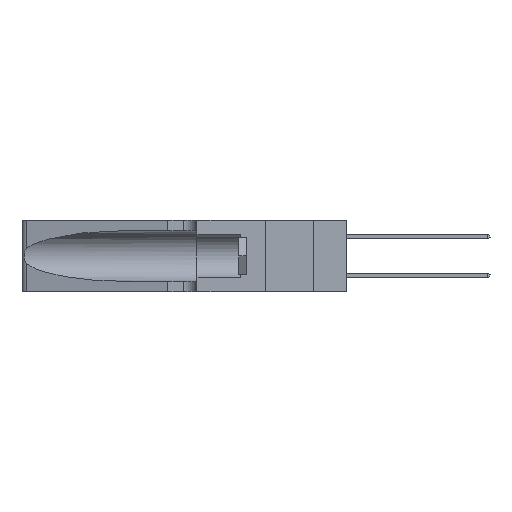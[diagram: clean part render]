
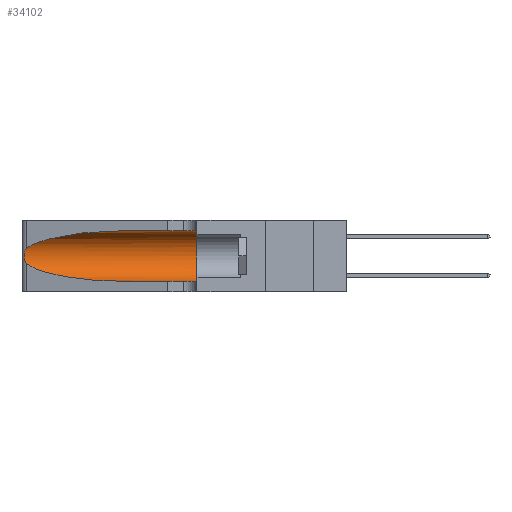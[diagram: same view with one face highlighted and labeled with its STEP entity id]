
A CAD part, left-side view. The second image highlights one B-rep face of the part: STEP entity #34102.
In plain terms, the highlighted cylindrical face has radius 3.308 mm (diameter 6.617 mm), a partial arc.
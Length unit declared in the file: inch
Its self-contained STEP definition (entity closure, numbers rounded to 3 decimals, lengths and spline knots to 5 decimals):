
#373 = ORIENTED_EDGE ( 'NONE', *, *, #38811, .T. ) ;
#850 = EDGE_LOOP ( 'NONE', ( #43015, #373, #33612, #13218, #29110, #22163 ) ) ;
#1403 = AXIS2_PLACEMENT_3D ( 'NONE', #7095, #10572, #37393 ) ;
#1483 = CARTESIAN_POINT ( 'NONE',  ( 0.2373, 1.15595, 0.28018 ) ) ;
#2309 = DIRECTION ( 'NONE',  ( 0., -1., 0. ) ) ;
#3234 = VERTEX_POINT ( 'NONE', #14430 ) ;
#4925 = CARTESIAN_POINT ( 'NONE',  ( 0.26075, 1.23896, 0.178 ) ) ;
#5359 = CARTESIAN_POINT ( 'NONE',  ( 0.25487, 1.22718, 0.14631 ) ) ;
#5638 = EDGE_CURVE ( 'NONE', #8754, #17087, #16332, .T. ) ;
#6121 = DIRECTION ( 'NONE',  ( 0., -1., 0. ) ) ;
#6796 = VERTEX_POINT ( 'NONE', #29477 ) ;
#7095 = CARTESIAN_POINT ( 'NONE',  ( 0.1305, 0.35, 0.185 ) ) ;
#7795 = EDGE_CURVE ( 'NONE', #41037, #19017, #12440, .T. ) ;
#8754 = VERTEX_POINT ( 'NONE', #23046 ) ;
#9896 = CARTESIAN_POINT ( 'NONE',  ( 0.25487, 1.22718, 0.14631 ) ) ;
#10210 = FACE_OUTER_BOUND ( 'NONE', #850, .T. ) ;
#10572 = DIRECTION ( 'NONE',  ( 0., 1., 0. ) ) ;
#11071 = CARTESIAN_POINT ( 'NONE',  ( 0.25487, 1.22718, 0.22369 ) ) ;
#12023 = CARTESIAN_POINT ( 'NONE',  ( 0.25787, 1.23484, 0.2124 ) ) ;
#12440 =( BOUNDED_CURVE ( )  B_SPLINE_CURVE ( 3, ( #14700, #38015, #1483, #11071 ),
 .UNSPECIFIED., .F., .T. ) 
 B_SPLINE_CURVE_WITH_KNOTS ( ( 4, 4 ),
 ( 1.5708, 2.84003 ),
 .UNSPECIFIED. ) 
 CURVE ( )  GEOMETRIC_REPRESENTATION_ITEM ( )  RATIONAL_B_SPLINE_CURVE ( ( 1., 0.87, 0.87, 1. ) ) 
 REPRESENTATION_ITEM ( '' )  );
#12733 = CARTESIAN_POINT ( 'NONE',  ( 0.1305, 0.72297, 0.31525 ) ) ;
#13218 = ORIENTED_EDGE ( 'NONE', *, *, #5638, .T. ) ;
#13262 = CARTESIAN_POINT ( 'NONE',  ( 0.1305, 0.72297, 0.05475 ) ) ;
#13733 = VECTOR ( 'NONE', #2309, 39.37008 ) ;
#14332 =( BOUNDED_CURVE ( )  B_SPLINE_CURVE ( 3, ( #9896, #26363, #33390, #13262 ),
 .UNSPECIFIED., .F., .F. ) 
 B_SPLINE_CURVE_WITH_KNOTS ( ( 4, 4 ),
 ( 3.44316, 4.71239 ),
 .UNSPECIFIED. ) 
 CURVE ( )  GEOMETRIC_REPRESENTATION_ITEM ( )  RATIONAL_B_SPLINE_CURVE ( ( 1., 0.87, 0.87, 1. ) ) 
 REPRESENTATION_ITEM ( '' )  );
#14430 = CARTESIAN_POINT ( 'NONE',  ( 0.1305, 0.35, 0.31525 ) ) ;
#14700 = CARTESIAN_POINT ( 'NONE',  ( 0.1305, 0.72297, 0.31525 ) ) ;
#15240 = CARTESIAN_POINT ( 'NONE',  ( 0.25789, 1.23486, 0.15765 ) ) ;
#15518 = CARTESIAN_POINT ( 'NONE',  ( 0.25639, 1.23184, 0.21858 ) ) ;
#16332 = LINE ( 'NONE', #36281, #24182 ) ;
#17087 = VERTEX_POINT ( 'NONE', #23241 ) ;
#18022 = AXIS2_PLACEMENT_3D ( 'NONE', #25325, #25467, #31663 ) ;
#18413 = CARTESIAN_POINT ( 'NONE',  ( 0.26075, 1.23896, 0.19203 ) ) ;
#18551 = CARTESIAN_POINT ( 'NONE',  ( 0.25555, 1.22993, 0.14849 ) ) ;
#19017 = VERTEX_POINT ( 'NONE', #39846 ) ;
#19728 = EDGE_CURVE ( 'NONE', #6796, #8754, #14332, .T. ) ;
#21780 = CARTESIAN_POINT ( 'NONE',  ( 0.26017, 1.23833, 0.17102 ) ) ;
#22163 = ORIENTED_EDGE ( 'NONE', *, *, #24208, .F. ) ;
#22214 = CARTESIAN_POINT ( 'NONE',  ( 0.1305, 1.61858, 0.31525 ) ) ;
#22564 = LINE ( 'NONE', #22214, #13733 ) ;
#23046 = CARTESIAN_POINT ( 'NONE',  ( 0.1305, 0.72297, 0.05475 ) ) ;
#23241 = CARTESIAN_POINT ( 'NONE',  ( 0.1305, 0.35, 0.05475 ) ) ;
#24182 = VECTOR ( 'NONE', #6121, 39.37008 ) ;
#24208 = EDGE_CURVE ( 'NONE', #41037, #3234, #22564, .T. ) ;
#25001 = CARTESIAN_POINT ( 'NONE',  ( 0.25487, 1.22718, 0.22369 ) ) ;
#25325 = CARTESIAN_POINT ( 'NONE',  ( 0.1305, 1.61858, 0.185 ) ) ;
#25467 = DIRECTION ( 'NONE',  ( 0., -1., 0. ) ) ;
#26363 = CARTESIAN_POINT ( 'NONE',  ( 0.2373, 1.15595, 0.08982 ) ) ;
#27166 = CIRCLE ( 'NONE', #1403, 0.13025 ) ;
#28628 = CARTESIAN_POINT ( 'NONE',  ( 0.25856, 1.23593, 0.16098 ) ) ;
#29110 = ORIENTED_EDGE ( 'NONE', *, *, #41865, .F. ) ;
#29477 = CARTESIAN_POINT ( 'NONE',  ( 0.25487, 1.22718, 0.14631 ) ) ;
#31663 = DIRECTION ( 'NONE',  ( 0., 0., -1. ) ) ;
#33195 = CYLINDRICAL_SURFACE ( 'NONE', #18022, 0.13025 ) ;
#33390 = CARTESIAN_POINT ( 'NONE',  ( 0.18966, 0.96281, 0.05475 ) ) ;
#33612 = ORIENTED_EDGE ( 'NONE', *, *, #19728, .T. ) ;
#34102 = ADVANCED_FACE ( 'NONE', ( #10210 ), #33195, .F. ) ;
#36281 = CARTESIAN_POINT ( 'NONE',  ( 0.1305, 1.61858, 0.05475 ) ) ;
#37393 = DIRECTION ( 'NONE',  ( 0., 0., 1. ) ) ;
#38015 = CARTESIAN_POINT ( 'NONE',  ( 0.18966, 0.96281, 0.31525 ) ) ;
#38422 = CARTESIAN_POINT ( 'NONE',  ( 0.25555, 1.22994, 0.2215 ) ) ;
#38556 = CARTESIAN_POINT ( 'NONE',  ( 0.25639, 1.23186, 0.15144 ) ) ;
#38811 = EDGE_CURVE ( 'NONE', #19017, #6796, #39680, .T. ) ;
#38839 = CARTESIAN_POINT ( 'NONE',  ( 0.26018, 1.23835, 0.19895 ) ) ;
#39680 = B_SPLINE_CURVE_WITH_KNOTS ( 'NONE', 3,
 ( #25001, #38422, #15518, #12023, #42033, #38839, #18413, #4925, #21780, #28628, #15240, #38556, #18551, #5359 ),
 .UNSPECIFIED., .F., .F.,
 ( 4, 2, 2, 2, 2, 2, 4 ),
 ( 0., 0.00027, 0.00053, 0.00107, 0.0016, 0.00187, 0.00214 ),
 .UNSPECIFIED. ) ;
#39846 = CARTESIAN_POINT ( 'NONE',  ( 0.25487, 1.22718, 0.22369 ) ) ;
#41037 = VERTEX_POINT ( 'NONE', #12733 ) ;
#41865 = EDGE_CURVE ( 'NONE', #3234, #17087, #27166, .T. ) ;
#42033 = CARTESIAN_POINT ( 'NONE',  ( 0.25854, 1.2359, 0.20912 ) ) ;
#43015 = ORIENTED_EDGE ( 'NONE', *, *, #7795, .T. ) ;
